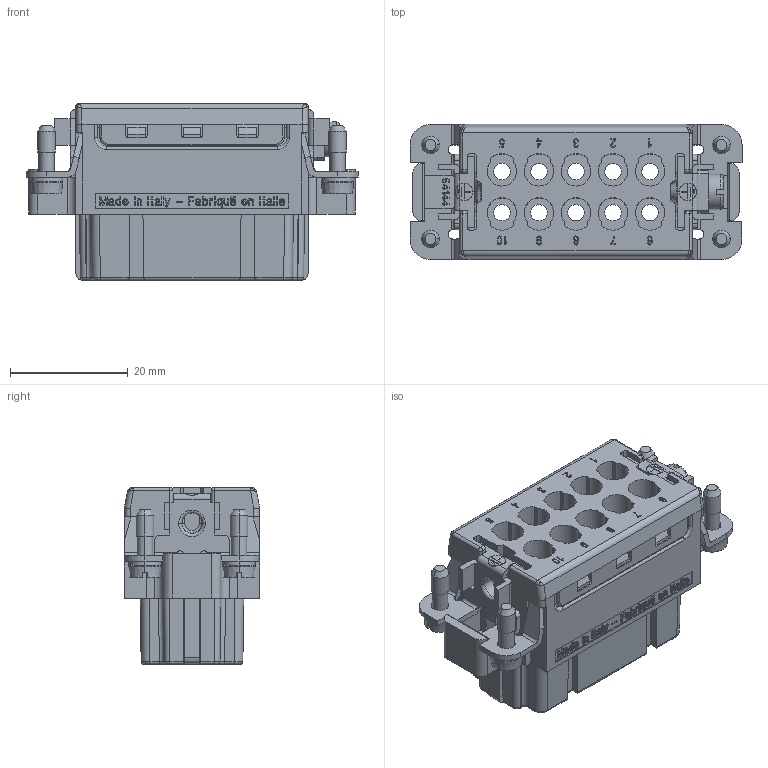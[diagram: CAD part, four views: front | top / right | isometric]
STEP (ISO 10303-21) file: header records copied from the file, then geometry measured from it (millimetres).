
FILE_DESCRIPTION(('Creo Elements/Direct Modeling STEP Export'),'2;1');
FILE_NAME('0lndrr03ldod1le3060','2014-10-27T16:52:13',(''),(''),'Creo Elements/Direct Modeling STEP processor for AP214 (Solid Model)','Creo Elements/Direct Modeling 18.1F 24-Jul-2014 (C) Parametric Technology GmbH','');
FILE_SCHEMA(('AUTOMOTIVE_DESIGN { 1 0 10303 214 1 1 1 1 }'));
Products named in the file (2): CDCF_10
Assembly tree (1 placements, depth 2):
  CDCF_10
    CDCF_10
Bounding box: 56.5 x 23 x 30.1 mm (x, y, z)
Volume: 17133.7 mm3; surface area: 16746.9 mm2
Topology: 1 solids, 11 shells, 3478 faces, 9717 edges, 6390 vertices
Faces by surface type: plane 3052, cylinder 304, cone 52, bspline 36, torus 30, sphere 4
Entity records: 132996 total; most frequent: CARTESIAN_POINT 25091, ORIENTED_EDGE 19442, DIRECTION 16403, EDGE_CURVE 9713, VECTOR 8771, LINE 8771, VERTEX_POINT 6390, AXIS2_PLACEMENT_3D 3816
